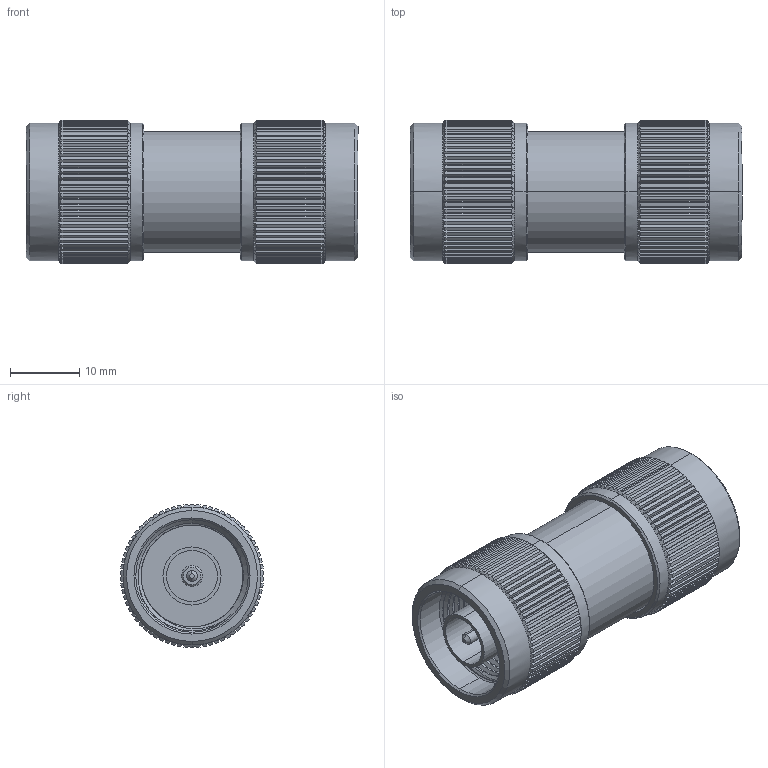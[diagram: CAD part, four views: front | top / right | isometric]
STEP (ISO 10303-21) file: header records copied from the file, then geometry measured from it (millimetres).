
FILE_DESCRIPTION (( 'STEP AP203' ), '1' );
FILE_NAME ('PE9427.step', '2019-02-20T23:19:22', ( '' ), ( '' ), 'SwSTEP 2.0', 'SolidWorks 2017', '' );
FILE_SCHEMA (( 'CONFIG_CONTROL_DESIGN' ));
Length unit declared in the file: inch
Products named in the file (1): PE9427
Bounding box: 47.96 x 20.68 x 20.68 mm (x, y, z)
Volume: 10892.9 mm3; surface area: 6871.7 mm2
Topology: 1 solids, 1 shells, 810 faces, 1792 edges, 998 vertices
Faces by surface type: cone 310, plane 296, cylinder 198, bspline 6
Entity records: 24207 total; most frequent: CARTESIAN_POINT 7335, ORIENTED_EDGE 3584, DIRECTION 3436, EDGE_CURVE 1792, AXIS2_PLACEMENT_3D 1465, VERTEX_POINT 998, EDGE_LOOP 824, FACE_OUTER_BOUND 810
